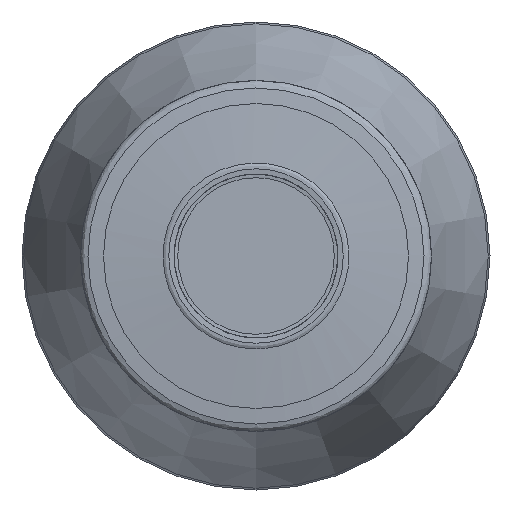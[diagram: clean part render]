
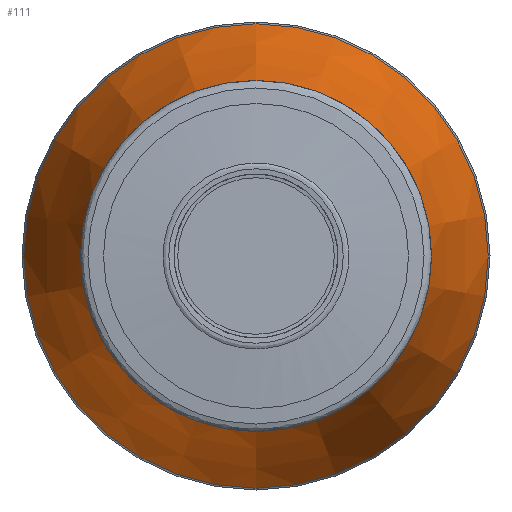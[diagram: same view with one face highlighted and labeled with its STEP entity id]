
A CAD part, left-side view. The second image highlights one B-rep face of the part: STEP entity #111.
In plain terms, the highlighted conical face has half-angle 19.44 degrees and reference radius 21.829 mm.
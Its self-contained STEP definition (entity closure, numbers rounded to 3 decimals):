
#89=CONICAL_SURFACE('',#433,21.829,19.44);
#111=ADVANCED_FACE('',(#164,#165),#89,.T.);
#164=FACE_BOUND('',#221,.T.);
#165=FACE_BOUND('',#222,.T.);
#221=EDGE_LOOP('',(#281));
#222=EDGE_LOOP('',(#282));
#281=ORIENTED_EDGE('',*,*,#357,.T.);
#282=ORIENTED_EDGE('',*,*,#356,.F.);
#326=VERTEX_POINT('',#618);
#327=VERTEX_POINT('',#621);
#356=EDGE_CURVE('',#326,#326,#386,.T.);
#357=EDGE_CURVE('',#327,#327,#387,.T.);
#386=CIRCLE('',#430,21.829);
#387=CIRCLE('',#432,16.285);
#430=AXIS2_PLACEMENT_3D('',#617,#512,#513);
#432=AXIS2_PLACEMENT_3D('',#620,#516,#517);
#433=AXIS2_PLACEMENT_3D('',#622,#518,#519);
#512=DIRECTION('',(1.,0.,0.));
#513=DIRECTION('',(0.,0.,1.));
#516=DIRECTION('',(1.,0.,0.));
#517=DIRECTION('',(0.,0.,1.));
#518=DIRECTION('',(1.,0.,0.));
#519=DIRECTION('',(0.,0.,-1.));
#617=CARTESIAN_POINT('',(186.515,0.,0.));
#618=CARTESIAN_POINT('',(186.515,0.,21.829));
#620=CARTESIAN_POINT('',(170.808,0.,0.));
#621=CARTESIAN_POINT('',(170.808,0.,16.285));
#622=CARTESIAN_POINT('',(186.515,0.,0.));
